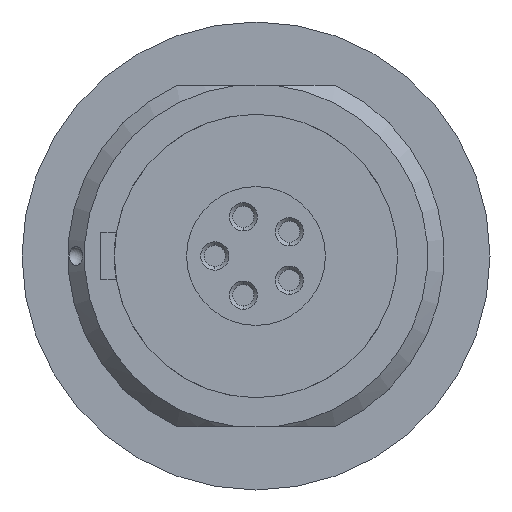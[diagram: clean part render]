
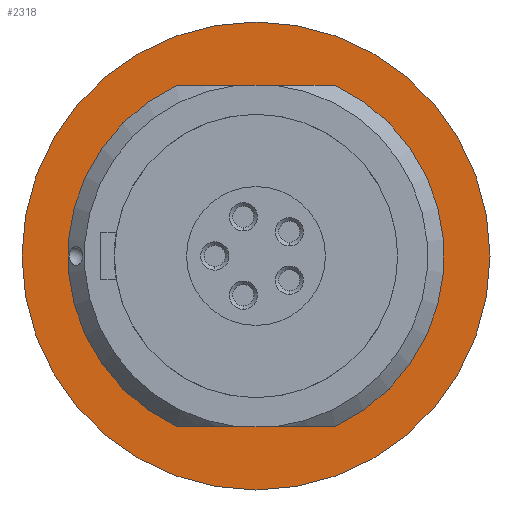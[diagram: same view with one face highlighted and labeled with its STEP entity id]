
A CAD part, left-side view. The second image highlights one B-rep face of the part: STEP entity #2318.
In plain terms, the highlighted planar face has unit normal (-1, 0, 0).
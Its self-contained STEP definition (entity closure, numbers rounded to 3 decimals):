
#284=CARTESIAN_POINT('',(-6.1,0.,0.));
#285=DIRECTION('',(-1.,0.,0.));
#286=DIRECTION('',(0.,1.,0.));
#287=AXIS2_PLACEMENT_3D('',#284,#285,#286);
#289=CARTESIAN_POINT('',(-6.1,0.,0.));
#290=DIRECTION('',(1.,0.,0.));
#291=DIRECTION('',(0.,1.,0.));
#292=AXIS2_PLACEMENT_3D('',#289,#290,#291);
#294=DIRECTION('',(0.,1.,0.));
#295=VECTOR('',#294,6.764);
#296=CARTESIAN_POINT('',(-6.1,-3.382,-7.25));
#297=LINE('',#296,#295);
#302=CARTESIAN_POINT('',(-6.1,0.,0.));
#303=DIRECTION('',(1.,0.,0.));
#304=DIRECTION('',(0.,0.423,-0.906));
#305=AXIS2_PLACEMENT_3D('',#302,#303,#304);
#311=CARTESIAN_POINT('',(-6.1,0.,0.));
#312=DIRECTION('',(1.,0.,0.));
#313=DIRECTION('',(0.,-0.423,0.906));
#314=AXIS2_PLACEMENT_3D('',#311,#312,#313);
#451=DIRECTION('',(0.,1.,0.));
#452=VECTOR('',#451,6.764);
#453=CARTESIAN_POINT('',(-6.1,-3.382,7.25));
#454=LINE('',#453,#452);
#1881=CARTESIAN_POINT('',(-6.1,-3.382,-7.25));
#1882=CARTESIAN_POINT('',(-6.1,3.382,-7.25));
#1883=VERTEX_POINT('',#1881);
#1884=VERTEX_POINT('',#1882);
#1885=CARTESIAN_POINT('',(-6.1,-3.382,7.25));
#1886=CARTESIAN_POINT('',(-6.1,3.382,7.25));
#1887=VERTEX_POINT('',#1885);
#1888=VERTEX_POINT('',#1886);
#1911=CARTESIAN_POINT('',(-6.1,9.95,0.));
#1912=CARTESIAN_POINT('',(-6.1,-9.95,0.));
#1913=VERTEX_POINT('',#1911);
#1914=VERTEX_POINT('',#1912);
#2299=CARTESIAN_POINT('',(-6.1,0.,0.));
#2300=DIRECTION('',(1.,0.,0.));
#2301=DIRECTION('',(0.,-1.,0.));
#2302=AXIS2_PLACEMENT_3D('',#2299,#2300,#2301);
#2303=PLANE('',#2302);
#2304=ORIENTED_EDGE('',*,*,#2281,.F.);
#2305=ORIENTED_EDGE('',*,*,#2266,.T.);
#2306=EDGE_LOOP('',(#2304,#2305));
#2307=FACE_OUTER_BOUND('',#2306,.F.);
#2309=ORIENTED_EDGE('',*,*,#2308,.F.);
#2311=ORIENTED_EDGE('',*,*,#2310,.F.);
#2313=ORIENTED_EDGE('',*,*,#2312,.F.);
#2315=ORIENTED_EDGE('',*,*,#2314,.T.);
#2316=EDGE_LOOP('',(#2309,#2311,#2313,#2315));
#2317=FACE_BOUND('',#2316,.F.);
#2318=ADVANCED_FACE('',(#2307,#2317),#2303,.F.);
#288=CIRCLE('',#287,9.95);
#293=CIRCLE('',#292,9.95);
#306=CIRCLE('',#305,8.);
#315=CIRCLE('',#314,8.);
#2266=EDGE_CURVE('',#1913,#1914,#293,.T.);
#2281=EDGE_CURVE('',#1913,#1914,#288,.T.);
#2308=EDGE_CURVE('',#1884,#1888,#306,.T.);
#2310=EDGE_CURVE('',#1883,#1884,#297,.T.);
#2312=EDGE_CURVE('',#1887,#1883,#315,.T.);
#2314=EDGE_CURVE('',#1887,#1888,#454,.T.);
